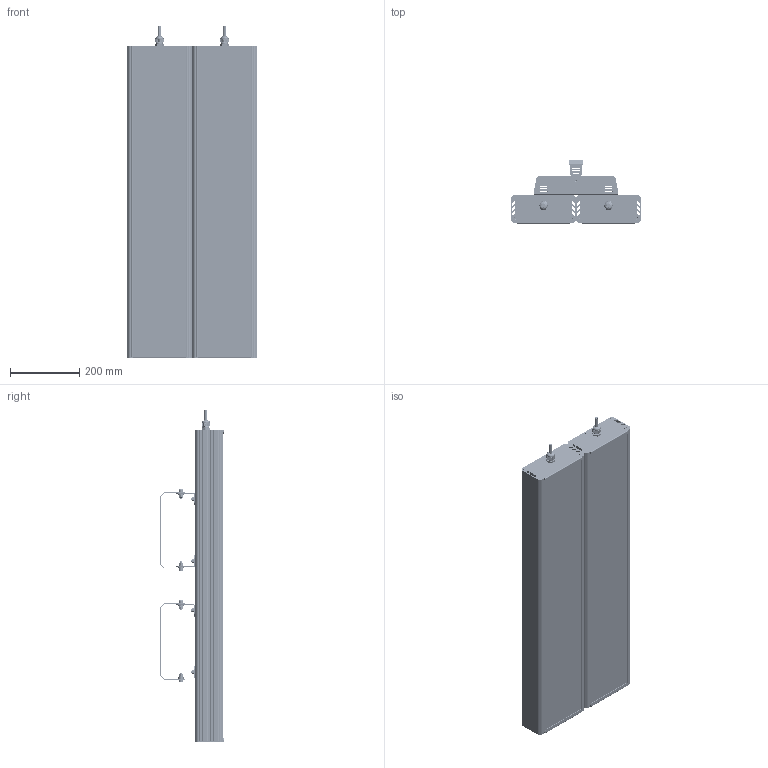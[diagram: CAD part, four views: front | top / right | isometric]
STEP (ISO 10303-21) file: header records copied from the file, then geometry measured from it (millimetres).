
FILE_DESCRIPTION(('STEP AP214'), '1');
FILE_NAME('001.0079.50.000 ÃÑÏ-Ýêñòðà-360', '2023-10-24T05:43:05', ('Ëóêîíèí'), ('ÎÊÁ Ñâîé Ñòèëü'), 'C3D Converter', 'C3D Toolkit', '');
FILE_SCHEMA(('AUTOMOTIVE_DESIGN { 1 0 10303 214 3 1 1}'));
Length unit declared in the file: millimetre
Products named in the file (41): 001.0079.50.000
Assembly tree (100 placements, depth 4):
  001.0079.50.000
    (unnamed)  x2
      (unnamed)
      (unnamed)
      (unnamed)
      (unnamed)
      (unnamed)
      (unnamed)
      (unnamed)
      (unnamed)
      (unnamed)
        (unnamed)
      (unnamed)
        (unnamed)
        (unnamed)  x13
        (unnamed)
        (unnamed)
        (unnamed)
        (unnamed)
        (unnamed)
        (unnamed)
        (unnamed)
    (unnamed)  x2
      (unnamed)
      (unnamed)
      (unnamed)
      (unnamed)
      (unnamed)
      (unnamed)
      (unnamed)
      (unnamed)
      (unnamed)
      (unnamed)
      (unnamed)
      (unnamed)
      (unnamed)
      (unnamed)
      (unnamed)
      (unnamed)
      (unnamed)
      (unnamed)
Bounding box: 374.75 x 184.68 x 956.43 mm (x, y, z)
Volume: 5519127.5 mm3; surface area: 4333914.1 mm2
Topology: 1266 solids, 1266 shells, 14032 faces, 33394 edges, 22270 vertices
Faces by surface type: plane 9608, cylinder 3896, cone 292, bspline 162, torus 38, sphere 36
Full cylindrical faces by diameter (mm): 1 x36, 2 x72, 2.5 x144, 2.8 x900, 3.2 x36, 3.5 x180, 4 x24, 4.917 x16, 6 x20, 6.6 x16, 6.647 x4, 8 x28, 8.5 x8, 9 x8, 11 x16, 12 x2, 12.5 x2, 13 x4, 15 x8, 16 x2, 18.5 x6, 20 x2, 23.5 x2
Entity records: 105216 total; most frequent: CARTESIAN_POINT 45052, ORIENTED_EDGE 11560, DIRECTION 10882, EDGE_CURVE 5780, VERTEX_POINT 3950, AXIS2_PLACEMENT_3D 3679, LINE 3524, VECTOR 3524
